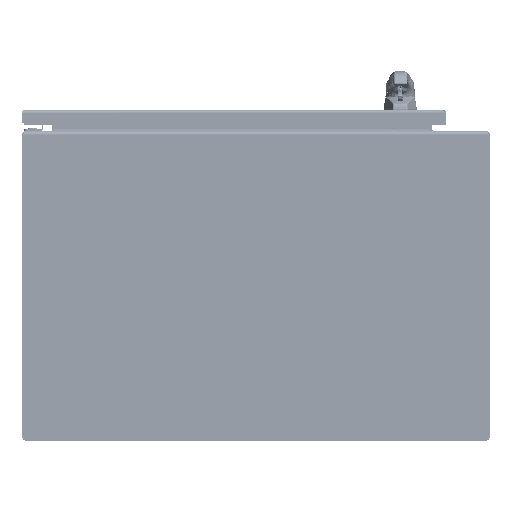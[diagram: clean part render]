
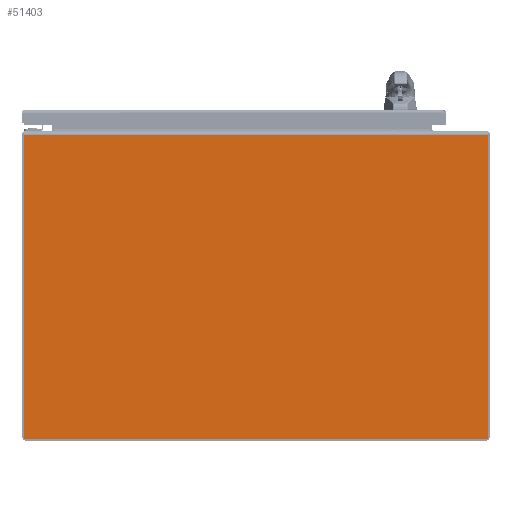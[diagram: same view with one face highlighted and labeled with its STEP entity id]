
A CAD part, front view. The second image highlights one B-rep face of the part: STEP entity #51403.
In plain terms, the highlighted face is planar.
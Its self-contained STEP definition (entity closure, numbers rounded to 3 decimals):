
#3286=PLANE('',#56055);
#4557=FACE_OUTER_BOUND('',#7743,.T.);
#7743=EDGE_LOOP('',(#34741,#34742,#34743,#34744));
#11247=LINE('',#78354,#14886);
#11304=LINE('',#78493,#14943);
#11308=LINE('',#78502,#14947);
#11310=LINE('',#78506,#14949);
#14886=VECTOR('',#62595,0.394);
#14943=VECTOR('',#62730,0.394);
#14947=VECTOR('',#62740,0.394);
#14949=VECTOR('',#62746,0.394);
#21433=VERTEX_POINT('',#78351);
#21434=VERTEX_POINT('',#78353);
#21476=VERTEX_POINT('',#78490);
#21477=VERTEX_POINT('',#78492);
#26426=EDGE_CURVE('',#21433,#21434,#11247,.T.);
#26497=EDGE_CURVE('',#21476,#21477,#11304,.T.);
#26502=EDGE_CURVE('',#21476,#21434,#11308,.T.);
#26504=EDGE_CURVE('',#21477,#21433,#11310,.T.);
#34741=ORIENTED_EDGE('',*,*,#26502,.T.);
#34742=ORIENTED_EDGE('',*,*,#26426,.F.);
#34743=ORIENTED_EDGE('',*,*,#26504,.F.);
#34744=ORIENTED_EDGE('',*,*,#26497,.F.);
#51403=ADVANCED_FACE('',(#4557),#3286,.F.);
#56055=AXIS2_PLACEMENT_3D('',#78507,#62747,#62748);
#62595=DIRECTION('',(0.,1.,0.));
#62730=DIRECTION('',(0.,-1.,0.));
#62740=DIRECTION('',(1.,0.,0.));
#62746=DIRECTION('',(1.,0.,0.));
#62747=DIRECTION('center_axis',(0.,0.,1.));
#62748=DIRECTION('ref_axis',(1.,0.,0.));
#78351=CARTESIAN_POINT('',(27.167,0.,0.));
#78353=CARTESIAN_POINT('',(27.167,17.776,0.));
#78354=CARTESIAN_POINT('',(27.167,0.,0.));
#78490=CARTESIAN_POINT('',(0.,17.776,0.));
#78492=CARTESIAN_POINT('',(0.,0.,0.));
#78493=CARTESIAN_POINT('',(0.,17.917,0.));
#78502=CARTESIAN_POINT('',(6.792,17.776,0.));
#78506=CARTESIAN_POINT('',(0.,0.,0.));
#78507=CARTESIAN_POINT('Origin',(13.584,8.959,0.));
